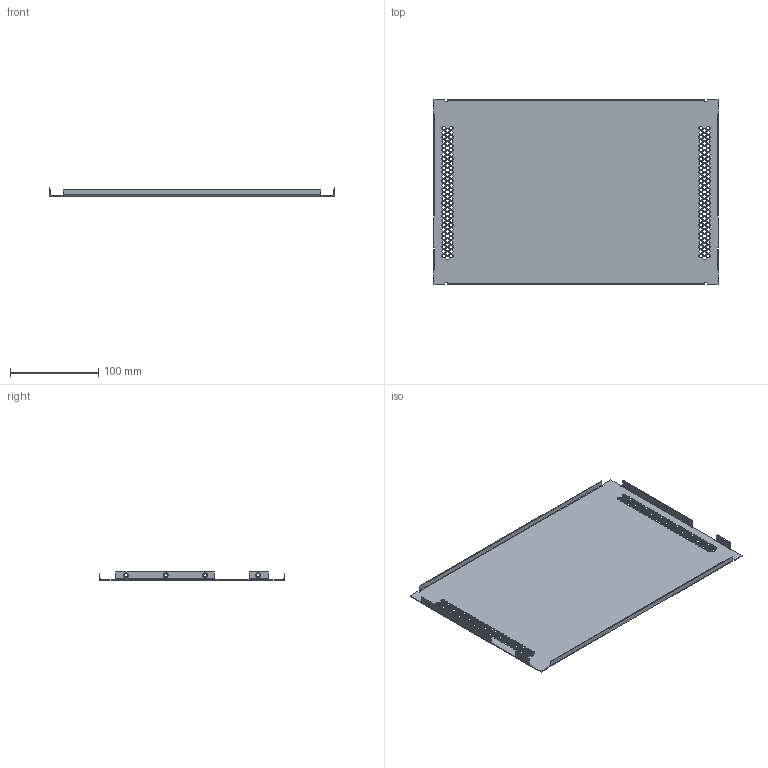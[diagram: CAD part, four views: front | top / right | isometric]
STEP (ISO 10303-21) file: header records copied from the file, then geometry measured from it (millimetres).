
FILE_DESCRIPTION(/* description */ (''),/* implementation_level */ '2;1');
FILE_NAME(/* name */ '86463214_ADGA M 21063 L.stp',/* time_stamp */ '2015-03-27T07:35:55+01:00',/* author */ ('kleemann'),/* organization */ (''),/* preprocessor_version */ 'ST-DEVELOPER v15.6',/* originating_system */ 'Autodesk Inventor 2015',/* authorisation */ '');
FILE_SCHEMA (('AUTOMOTIVE_DESIGN { 1 0 10303 214 3 1 1 }'));
Length unit declared in the file: millimetre
Products named in the file (1): ADGA_M_21063-L_3D
Bounding box: 324.67 x 211 x 9.2 mm (x, y, z)
Volume: 71248.1 mm3; surface area: 146130.3 mm2
Topology: 1 solids, 1 shells, 298 faces, 852 edges, 564 vertices
Faces by surface type: cylinder 208, plane 74, torus 16
Full cylindrical faces by diameter (mm): 3.7 x8, 4 x180, 4.6 x8
Entity records: 9612 total; most frequent: DIRECTION 1666, CARTESIAN_POINT 1495, ORIENTED_EDGE 1272, EDGE_LOOP 894, AXIS2_PLACEMENT_3D 731, EDGE_CURVE 636, FACE_BOUND 596, VERTEX_POINT 560
